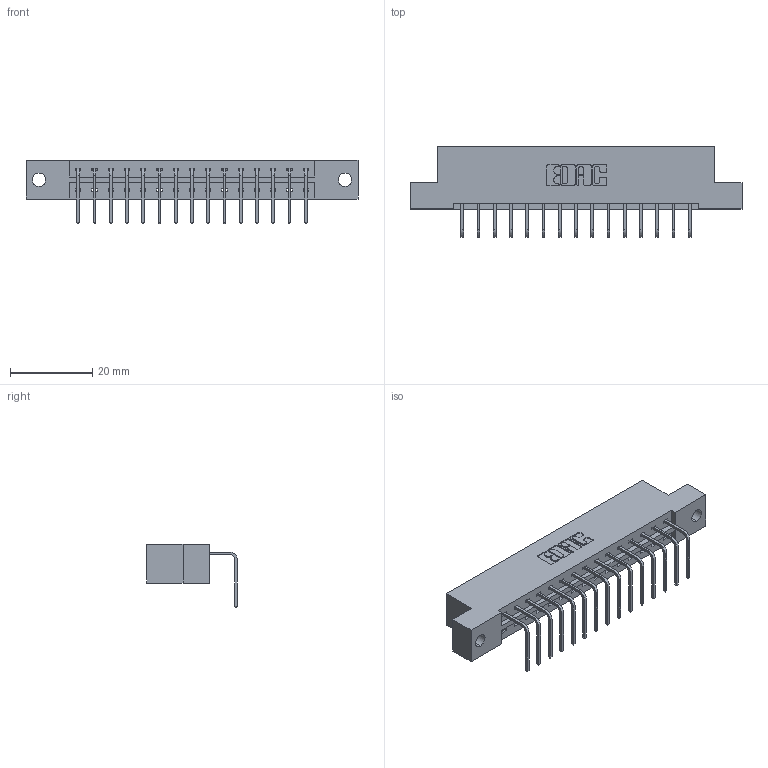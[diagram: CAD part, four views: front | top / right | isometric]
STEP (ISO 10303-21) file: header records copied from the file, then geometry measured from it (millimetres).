
FILE_DESCRIPTION (( 'STEP AP203' ), '1' );
FILE_NAME ('833-015-558-102.STEP', '2020-05-31T16:20:32', ( '' ), ( '' ), 'SwSTEP 2.0', 'SolidWorks 2020', '' );
FILE_SCHEMA (( 'CONFIG_CONTROL_DESIGN' ));
Length unit declared in the file: inch
Products named in the file (3): 833-015-558-102; 345-292-001_558 Tail - 2; 833 Part_Flush - .128 Dia
Assembly tree (16 placements, depth 2):
  833-015-558-102
    833 Part_Flush - .128 Dia
    345-292-001_558 Tail - 2  x15
Bounding box: 80.98 x 22.17 x 15.37 mm (x, y, z)
Volume: 7929.5 mm3; surface area: 8437 mm2
Topology: 16 solids, 16 shells, 1014 faces, 3041 edges, 2006 vertices
Faces by surface type: plane 730, cylinder 284
Entity records: 12749 total; most frequent: CARTESIAN_POINT 2211, ORIENTED_EDGE 2162, DIRECTION 1919, EDGE_CURVE 1081, LINE 953, VECTOR 953, VERTEX_POINT 718, AXIS2_PLACEMENT_3D 483
